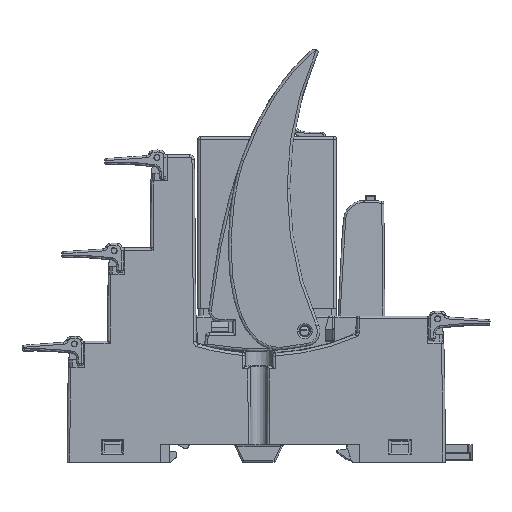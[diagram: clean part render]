
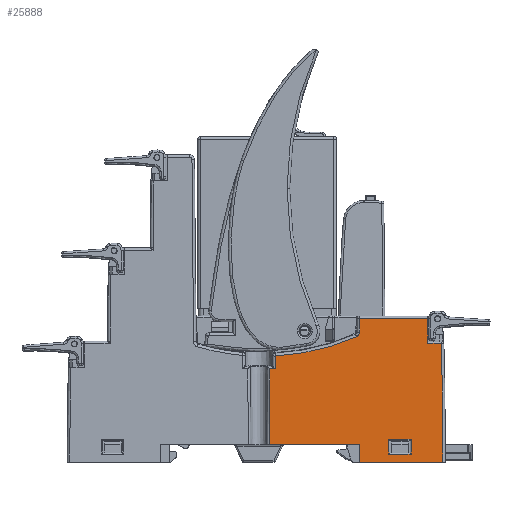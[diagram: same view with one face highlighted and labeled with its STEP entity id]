
A CAD part, top view. The second image highlights one B-rep face of the part: STEP entity #25888.
In plain terms, the highlighted planar face has unit normal (0, 0, 1).
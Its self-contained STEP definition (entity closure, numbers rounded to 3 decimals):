
#710 = AXIS2_PLACEMENT_3D ( 'NONE', #4800, #4807, #4808 ) ;
#2136 = FACE_OUTER_BOUND ( 'NONE', #81841, .T. ) ;
#2140 = FACE_BOUND ( 'NONE', #81836, .T. ) ;
#4800 = CARTESIAN_POINT ( 'NONE',  ( 953.5, 0., 13.45 ) ) ;
#4806 = PLANE ( 'NONE',  #710 ) ;
#4807 = DIRECTION ( 'NONE',  ( 0., 0., -1. ) ) ;
#4808 = DIRECTION ( 'NONE',  ( -1., 0., 0. ) ) ;
#13745 = AXIS2_PLACEMENT_3D ( 'NONE', #42261, #42263, #42265 ) ;
#13746 = AXIS2_PLACEMENT_3D ( 'NONE', #42294, #42297, #42299 ) ;
#13747 = AXIS2_PLACEMENT_3D ( 'NONE', #42306, #42308, #42311 ) ;
#25888 = ADVANCED_FACE ( 'NONE', ( #2140, #2136 ), #4806, .F. ) ;
#42219 = CARTESIAN_POINT ( 'NONE',  ( 21.7, 1.8, 13.45 ) ) ;
#42230 = CARTESIAN_POINT ( 'NONE',  ( 21.5, 4.5, 13.45 ) ) ;
#42233 = DIRECTION ( 'NONE',  ( -1., 0., 0. ) ) ;
#42235 = DIRECTION ( 'NONE',  ( 1., 0., 0. ) ) ;
#42236 = DIRECTION ( 'NONE',  ( 0., -1., 0. ) ) ;
#42243 = CARTESIAN_POINT ( 'NONE',  ( 17.5, 1.6, 13.45 ) ) ;
#42245 = DIRECTION ( 'NONE',  ( -1., 0., 0. ) ) ;
#42248 = CARTESIAN_POINT ( 'NONE',  ( 17.3, 4.3, 13.45 ) ) ;
#42252 = DIRECTION ( 'NONE',  ( 0., 1., 0. ) ) ;
#42258 = CARTESIAN_POINT ( 'NONE',  ( 953.5, 23.6, 13.45 ) ) ;
#42261 = CARTESIAN_POINT ( 'NONE',  ( -971.5, 0., 13.45 ) ) ;
#42263 = DIRECTION ( 'NONE',  ( 0., 0., 1. ) ) ;
#42265 = DIRECTION ( 'NONE',  ( -1., 0., 0. ) ) ;
#42269 = CARTESIAN_POINT ( 'NONE',  ( 25.017, 29., 13.45 ) ) ;
#42273 = DIRECTION ( 'NONE',  ( 0., -1., 0. ) ) ;
#42274 = CARTESIAN_POINT ( 'NONE',  ( 953.5, 28.5, 13.45 ) ) ;
#42279 = DIRECTION ( 'NONE',  ( -1., 0., 0. ) ) ;
#42282 = CARTESIAN_POINT ( 'NONE',  ( 11.319, 8.222, 13.45 ) ) ;
#42284 = DIRECTION ( 'NONE',  ( -0.009, -1., 0. ) ) ;
#42289 = CARTESIAN_POINT ( 'NONE',  ( -5.38, 8.368, 13.45 ) ) ;
#42292 = DIRECTION ( 'NONE',  ( -0.009, -1., 0. ) ) ;
#42294 = CARTESIAN_POINT ( 'NONE',  ( 10.472, 25.812, 13.45 ) ) ;
#42297 = DIRECTION ( 'NONE',  ( 0., 0., 1. ) ) ;
#42299 = DIRECTION ( 'NONE',  ( -1., 0., 0. ) ) ;
#42306 = CARTESIAN_POINT ( 'NONE',  ( -7.657, 67.01, 13.45 ) ) ;
#42308 = DIRECTION ( 'NONE',  ( 0., 0., -1. ) ) ;
#42311 = DIRECTION ( 'NONE',  ( -1., 0., 0. ) ) ;
#42315 = CARTESIAN_POINT ( 'NONE',  ( -6.787, 18.5, 13.45 ) ) ;
#42318 = DIRECTION ( 'NONE',  ( -1., 0., 0. ) ) ;
#42321 = CARTESIAN_POINT ( 'NONE',  ( -6.38, 8.377, 13.45 ) ) ;
#44317 = LINE ( 'NONE', #42219, #44337 ) ;
#44327 = LINE ( 'NONE', #42230, #44333 ) ;
#44331 = LINE ( 'NONE', #42258, #44351 ) ;
#44333 = VECTOR ( 'NONE', #42235, 1000. ) ;
#44335 = LINE ( 'NONE', #42243, #44342 ) ;
#44337 = VECTOR ( 'NONE', #42236, 1000. ) ;
#44340 = LINE ( 'NONE', #42248, #44345 ) ;
#44342 = VECTOR ( 'NONE', #42245, 1000. ) ;
#44343 = CIRCLE ( 'NONE', #13745, 999.5 ) ;
#44345 = VECTOR ( 'NONE', #42252, 1000. ) ;
#44349 = LINE ( 'NONE', #42269, #44354 ) ;
#44351 = VECTOR ( 'NONE', #42233, 1000. ) ;
#44352 = LINE ( 'NONE', #42274, #44358 ) ;
#44354 = VECTOR ( 'NONE', #42273, 1000. ) ;
#44356 = LINE ( 'NONE', #42282, #44363 ) ;
#44358 = VECTOR ( 'NONE', #42279, 1000. ) ;
#44360 = CIRCLE ( 'NONE', #13746, 1. ) ;
#44363 = VECTOR ( 'NONE', #42284, 1000. ) ;
#44365 = CIRCLE ( 'NONE', #13747, 46.01 ) ;
#44367 = LINE ( 'NONE', #42289, #44372 ) ;
#44369 = LINE ( 'NONE', #42315, #44376 ) ;
#44372 = VECTOR ( 'NONE', #42292, 1000. ) ;
#44374 = LINE ( 'NONE', #42321, #44380 ) ;
#44376 = VECTOR ( 'NONE', #42318, 1000. ) ;
#44380 = VECTOR ( 'NONE', #49360, 1000. ) ;
#46155 = LINE ( 'NONE', #51729, #46159 ) ;
#46159 = VECTOR ( 'NONE', #51726, 1000. ) ;
#49360 = DIRECTION ( 'NONE',  ( -0.009, -1., 0. ) ) ;
#51726 = DIRECTION ( 'NONE',  ( 1., 0., 0. ) ) ;
#51729 = CARTESIAN_POINT ( 'NONE',  ( 28.5, 0., 13.45 ) ) ;
#51796 = CARTESIAN_POINT ( 'NONE',  ( 11.5, 3.5, 13.45 ) ) ;
#51805 = DIRECTION ( 'NONE',  ( 1., 0., 0. ) ) ;
#51825 = CARTESIAN_POINT ( 'NONE',  ( 11.5, 0., 13.45 ) ) ;
#51826 = DIRECTION ( 'NONE',  ( 0., -1., 0. ) ) ;
#53020 = LINE ( 'NONE', #51796, #53036 ) ;
#53036 = VECTOR ( 'NONE', #51805, 1000. ) ;
#53044 = LINE ( 'NONE', #51825, #53047 ) ;
#53047 = VECTOR ( 'NONE', #51826, 1000. ) ;
#65571 = CARTESIAN_POINT ( 'NONE',  ( 11.5, 0., 13.45 ) ) ;
#65575 = CARTESIAN_POINT ( 'NONE',  ( 28., 0., 13.45 ) ) ;
#65595 = CARTESIAN_POINT ( 'NONE',  ( 11.5, 3.5, 13.45 ) ) ;
#65600 = CARTESIAN_POINT ( 'NONE',  ( -6.423, 3.5, 13.45 ) ) ;
#66708 = CARTESIAN_POINT ( 'NONE',  ( 17.3, 4.5, 13.45 ) ) ;
#66711 = CARTESIAN_POINT ( 'NONE',  ( 27.721, 23.6, 13.45 ) ) ;
#66722 = CARTESIAN_POINT ( 'NONE',  ( 21.7, 4.5, 13.45 ) ) ;
#66727 = CARTESIAN_POINT ( 'NONE',  ( 10.875, 24.897, 13.45 ) ) ;
#66729 = CARTESIAN_POINT ( 'NONE',  ( 21.7, 1.6, 13.45 ) ) ;
#66730 = CARTESIAN_POINT ( 'NONE',  ( 17.3, 1.6, 13.45 ) ) ;
#66731 = CARTESIAN_POINT ( 'NONE',  ( 25.017, 28.5, 13.45 ) ) ;
#66732 = CARTESIAN_POINT ( 'NONE',  ( 25.017, 23.6, 13.45 ) ) ;
#66734 = CARTESIAN_POINT ( 'NONE',  ( 11.496, 28.5, 13.45 ) ) ;
#66735 = CARTESIAN_POINT ( 'NONE',  ( 11.472, 25.804, 13.45 ) ) ;
#66737 = CARTESIAN_POINT ( 'NONE',  ( -5.269, 21.062, 13.45 ) ) ;
#66738 = CARTESIAN_POINT ( 'NONE',  ( -5.292, 18.5, 13.45 ) ) ;
#66739 = CARTESIAN_POINT ( 'NONE',  ( -6.292, 18.5, 13.45 ) ) ;
#78956 = EDGE_CURVE ( 'NONE', #84363, #84377, #44327, .T. ) ;
#78957 = EDGE_CURVE ( 'NONE', #84377, #84384, #44317, .T. ) ;
#78958 = EDGE_CURVE ( 'NONE', #84384, #84385, #44335, .T. ) ;
#78959 = EDGE_CURVE ( 'NONE', #84385, #84363, #44340, .T. ) ;
#78960 = EDGE_CURVE ( 'NONE', #82673, #84366, #44343, .T. ) ;
#78961 = EDGE_CURVE ( 'NONE', #84366, #84387, #44331, .T. ) ;
#78962 = EDGE_CURVE ( 'NONE', #84386, #84387, #44349, .T. ) ;
#78963 = EDGE_CURVE ( 'NONE', #84386, #84389, #44352, .T. ) ;
#78964 = EDGE_CURVE ( 'NONE', #84389, #84390, #44356, .T. ) ;
#78965 = EDGE_CURVE ( 'NONE', #84382, #84390, #44360, .T. ) ;
#78966 = EDGE_CURVE ( 'NONE', #84382, #84392, #44365, .T. ) ;
#78967 = EDGE_CURVE ( 'NONE', #84392, #84393, #44367, .T. ) ;
#78968 = EDGE_CURVE ( 'NONE', #84393, #84394, #44369, .T. ) ;
#78969 = EDGE_CURVE ( 'NONE', #84394, #82725, #44374, .T. ) ;
#79496 = EDGE_CURVE ( 'NONE', #82664, #82673, #46155, .T. ) ;
#79528 = EDGE_CURVE ( 'NONE', #82725, #82714, #53020, .T. ) ;
#79536 = EDGE_CURVE ( 'NONE', #82714, #82664, #53044, .T. ) ;
#81836 = EDGE_LOOP ( 'NONE', ( #88697, #88701, #88708, #88716 ) ) ;
#81841 = EDGE_LOOP ( 'NONE', ( #88723, #88729, #88737, #88744, #88752, #88759, #88765, #88768, #88774, #88780, #88785, #88791, #88798 ) ) ;
#82664 = VERTEX_POINT ( 'NONE', #65571 ) ;
#82673 = VERTEX_POINT ( 'NONE', #65575 ) ;
#82714 = VERTEX_POINT ( 'NONE', #65595 ) ;
#82725 = VERTEX_POINT ( 'NONE', #65600 ) ;
#84363 = VERTEX_POINT ( 'NONE', #66708 ) ;
#84366 = VERTEX_POINT ( 'NONE', #66711 ) ;
#84377 = VERTEX_POINT ( 'NONE', #66722 ) ;
#84382 = VERTEX_POINT ( 'NONE', #66727 ) ;
#84384 = VERTEX_POINT ( 'NONE', #66729 ) ;
#84385 = VERTEX_POINT ( 'NONE', #66730 ) ;
#84386 = VERTEX_POINT ( 'NONE', #66731 ) ;
#84387 = VERTEX_POINT ( 'NONE', #66732 ) ;
#84389 = VERTEX_POINT ( 'NONE', #66734 ) ;
#84390 = VERTEX_POINT ( 'NONE', #66735 ) ;
#84392 = VERTEX_POINT ( 'NONE', #66737 ) ;
#84393 = VERTEX_POINT ( 'NONE', #66738 ) ;
#84394 = VERTEX_POINT ( 'NONE', #66739 ) ;
#88697 = ORIENTED_EDGE ( 'NONE', *, *, #78956, .T. ) ;
#88701 = ORIENTED_EDGE ( 'NONE', *, *, #78957, .T. ) ;
#88708 = ORIENTED_EDGE ( 'NONE', *, *, #78958, .T. ) ;
#88716 = ORIENTED_EDGE ( 'NONE', *, *, #78959, .T. ) ;
#88723 = ORIENTED_EDGE ( 'NONE', *, *, #78960, .T. ) ;
#88729 = ORIENTED_EDGE ( 'NONE', *, *, #78961, .T. ) ;
#88737 = ORIENTED_EDGE ( 'NONE', *, *, #78962, .F. ) ;
#88744 = ORIENTED_EDGE ( 'NONE', *, *, #78963, .T. ) ;
#88752 = ORIENTED_EDGE ( 'NONE', *, *, #78964, .T. ) ;
#88759 = ORIENTED_EDGE ( 'NONE', *, *, #78965, .F. ) ;
#88765 = ORIENTED_EDGE ( 'NONE', *, *, #78966, .T. ) ;
#88768 = ORIENTED_EDGE ( 'NONE', *, *, #78967, .T. ) ;
#88774 = ORIENTED_EDGE ( 'NONE', *, *, #78968, .T. ) ;
#88780 = ORIENTED_EDGE ( 'NONE', *, *, #78969, .T. ) ;
#88785 = ORIENTED_EDGE ( 'NONE', *, *, #79528, .T. ) ;
#88791 = ORIENTED_EDGE ( 'NONE', *, *, #79536, .T. ) ;
#88798 = ORIENTED_EDGE ( 'NONE', *, *, #79496, .T. ) ;
